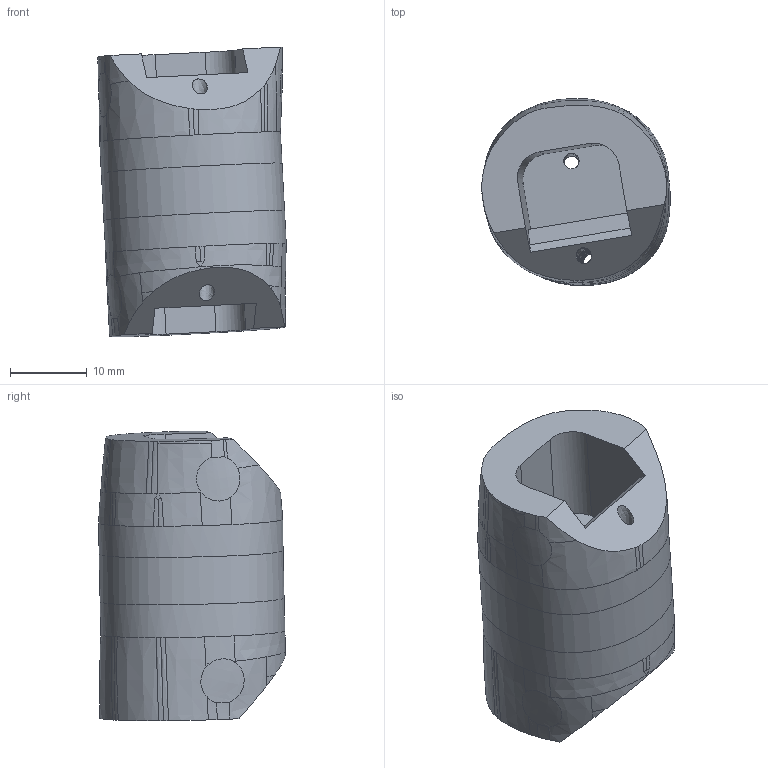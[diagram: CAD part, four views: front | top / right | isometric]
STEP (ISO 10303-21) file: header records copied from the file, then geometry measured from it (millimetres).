
FILE_DESCRIPTION(/* description */ (''),/* implementation_level */ '2;1');
FILE_NAME(/* name */ 'Finger 3B.step',/* time_stamp */ '2025-04-19T08:13:55+02:00',/* author */ (''),/* organization */ (''),/* preprocessor_version */ 'ST-DEVELOPER v20.1',/* originating_system */ 'Autodesk Translation Framework v14.4.0.0',/* authorisation */ '');
FILE_SCHEMA (('AUTOMOTIVE_DESIGN { 1 0 10303 214 3 1 1 }'));
Products named in the file (1): Finger 3B
Bounding box: 24.56 x 24.34 x 37.77 mm (x, y, z)
Volume: 12249.1 mm3; surface area: 4700.6 mm2
Topology: 1 solids, 1 shells, 150 faces, 435 edges, 288 vertices
Faces by surface type: bspline 119, plane 20, cylinder 11
Full cylindrical faces by diameter (mm): 2 x2
Entity records: 33045 total; most frequent: CARTESIAN_POINT 29930, ORIENTED_EDGE 870, EDGE_CURVE 435, B_SPLINE_CURVE_WITH_KNOTS 289, VERTEX_POINT 288, DIRECTION 263, EDGE_LOOP 155, FACE_OUTER_BOUND 150
